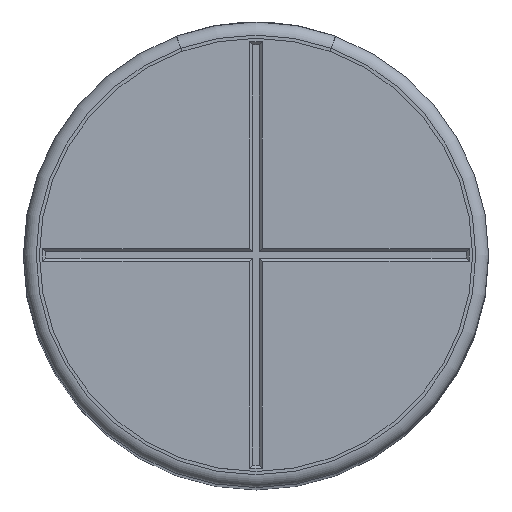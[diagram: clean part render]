
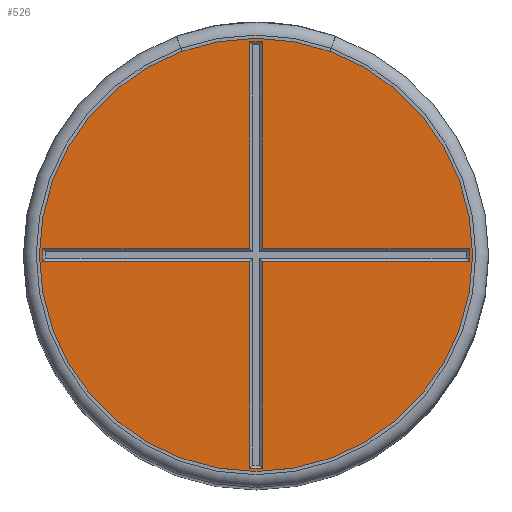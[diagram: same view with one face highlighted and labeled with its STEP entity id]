
A CAD part, top view. The second image highlights one B-rep face of the part: STEP entity #526.
In plain terms, the highlighted planar face has unit normal (0, 0, 1).
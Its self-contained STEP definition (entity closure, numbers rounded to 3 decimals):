
#526=ADVANCED_FACE('',(#1164,#1166),#1168,.T.);
#1164=FACE_BOUND('',#1165,.T.);
#1165=EDGE_LOOP('',(#1643));
#1166=FACE_BOUND('',#1167,.T.);
#1167=EDGE_LOOP('',(#1644,#1645,#1646,#1647,#1648,#1649,#1650,#1651,#1652,#1653,
#1654,#1655));
#1168=PLANE('',#1169);
#1169=AXIS2_PLACEMENT_3D('',#1170,#1171,#1172);
#1170=CARTESIAN_POINT('',(0.,0.,44.9));
#1171=DIRECTION('',(0.,0.,1.));
#1172=DIRECTION('',(1.,0.,0.));
#1643=ORIENTED_EDGE('',*,*,#1893,.T.);
#1644=ORIENTED_EDGE('',*,*,#1912,.T.);
#1645=ORIENTED_EDGE('',*,*,#1913,.T.);
#1646=ORIENTED_EDGE('',*,*,#1914,.T.);
#1647=ORIENTED_EDGE('',*,*,#1915,.T.);
#1648=ORIENTED_EDGE('',*,*,#1916,.T.);
#1649=ORIENTED_EDGE('',*,*,#1917,.T.);
#1650=ORIENTED_EDGE('',*,*,#1918,.T.);
#1651=ORIENTED_EDGE('',*,*,#1919,.T.);
#1652=ORIENTED_EDGE('',*,*,#1920,.T.);
#1653=ORIENTED_EDGE('',*,*,#1921,.T.);
#1654=ORIENTED_EDGE('',*,*,#1922,.T.);
#1655=ORIENTED_EDGE('',*,*,#1923,.T.);
#1893=EDGE_CURVE('',#2180,#2180,#2181,.T.);
#1912=EDGE_CURVE('',#2214,#2215,#2216,.F.);
#1913=EDGE_CURVE('',#2215,#2217,#2218,.F.);
#1914=EDGE_CURVE('',#2217,#2219,#2220,.F.);
#1915=EDGE_CURVE('',#2219,#2221,#2222,.F.);
#1916=EDGE_CURVE('',#2221,#2223,#2224,.F.);
#1917=EDGE_CURVE('',#2223,#2225,#2226,.F.);
#1918=EDGE_CURVE('',#2225,#2227,#2228,.F.);
#1919=EDGE_CURVE('',#2227,#2229,#2230,.F.);
#1920=EDGE_CURVE('',#2229,#2231,#2232,.F.);
#1921=EDGE_CURVE('',#2231,#2233,#2234,.F.);
#1922=EDGE_CURVE('',#2233,#2235,#2236,.F.);
#1923=EDGE_CURVE('',#2235,#2214,#2237,.F.);
#2180=VERTEX_POINT('',#2835);
#2181=CIRCLE('',#2836,6.75);
#2214=VERTEX_POINT('',#2916);
#2215=VERTEX_POINT('',#2917);
#2216=LINE('',#2918,#2919);
#2217=VERTEX_POINT('',#2921);
#2218=LINE('',#2922,#2923);
#2219=VERTEX_POINT('',#2925);
#2220=LINE('',#2926,#2927);
#2221=VERTEX_POINT('',#2929);
#2222=LINE('',#2930,#2931);
#2223=VERTEX_POINT('',#2933);
#2224=LINE('',#2934,#2935);
#2225=VERTEX_POINT('',#2937);
#2226=LINE('',#2938,#2939);
#2227=VERTEX_POINT('',#2941);
#2228=LINE('',#2942,#2943);
#2229=VERTEX_POINT('',#2945);
#2230=LINE('',#2946,#2947);
#2231=VERTEX_POINT('',#2949);
#2232=LINE('',#2950,#2951);
#2233=VERTEX_POINT('',#2953);
#2234=LINE('',#2954,#2955);
#2235=VERTEX_POINT('',#2957);
#2236=LINE('',#2958,#2959);
#2237=LINE('',#2961,#2962);
#2835=CARTESIAN_POINT('',(6.75,0.,44.9));
#2836=AXIS2_PLACEMENT_3D('',#2837,#2838,#2839);
#2837=CARTESIAN_POINT('',(0.,0.,44.9));
#2838=DIRECTION('',(0.,0.,1.));
#2839=DIRECTION('',(1.,0.,0.));
#2916=CARTESIAN_POINT('',(-0.2,-0.2,44.9));
#2917=CARTESIAN_POINT('',(-6.65,-0.2,44.9));
#2918=CARTESIAN_POINT('',(-6.65,-0.2,44.9));
#2919=VECTOR('',#2920,1.);
#2920=DIRECTION('',(1.,0.,0.));
#2921=CARTESIAN_POINT('',(-6.65,0.2,44.9));
#2922=CARTESIAN_POINT('',(-6.65,0.2,44.9));
#2923=VECTOR('',#2924,1.);
#2924=DIRECTION('',(0.,-1.,0.));
#2925=CARTESIAN_POINT('',(-0.2,0.2,44.9));
#2926=CARTESIAN_POINT('',(-0.2,0.2,44.9));
#2927=VECTOR('',#2928,1.);
#2928=DIRECTION('',(-1.,0.,0.));
#2929=CARTESIAN_POINT('',(-0.2,6.65,44.9));
#2930=CARTESIAN_POINT('',(-0.2,6.65,44.9));
#2931=VECTOR('',#2932,1.);
#2932=DIRECTION('',(0.,-1.,0.));
#2933=CARTESIAN_POINT('',(0.2,6.65,44.9));
#2934=CARTESIAN_POINT('',(0.2,6.65,44.9));
#2935=VECTOR('',#2936,1.);
#2936=DIRECTION('',(-1.,0.,0.));
#2937=CARTESIAN_POINT('',(0.2,0.2,44.9));
#2938=CARTESIAN_POINT('',(0.2,0.2,44.9));
#2939=VECTOR('',#2940,1.);
#2940=DIRECTION('',(0.,1.,0.));
#2941=CARTESIAN_POINT('',(6.65,0.2,44.9));
#2942=CARTESIAN_POINT('',(6.65,0.2,44.9));
#2943=VECTOR('',#2944,1.);
#2944=DIRECTION('',(-1.,0.,0.));
#2945=CARTESIAN_POINT('',(6.65,-0.2,44.9));
#2946=CARTESIAN_POINT('',(6.65,-0.2,44.9));
#2947=VECTOR('',#2948,1.);
#2948=DIRECTION('',(0.,1.,0.));
#2949=CARTESIAN_POINT('',(0.2,-0.2,44.9));
#2950=CARTESIAN_POINT('',(0.2,-0.2,44.9));
#2951=VECTOR('',#2952,1.);
#2952=DIRECTION('',(1.,0.,0.));
#2953=CARTESIAN_POINT('',(0.2,-6.65,44.9));
#2954=CARTESIAN_POINT('',(0.2,-6.65,44.9));
#2955=VECTOR('',#2956,1.);
#2956=DIRECTION('',(0.,1.,0.));
#2957=CARTESIAN_POINT('',(-0.2,-6.65,44.9));
#2958=CARTESIAN_POINT('',(-0.2,-6.65,44.9));
#2959=VECTOR('',#2960,1.);
#2960=DIRECTION('',(1.,0.,0.));
#2961=CARTESIAN_POINT('',(-0.2,-0.2,44.9));
#2962=VECTOR('',#2963,1.);
#2963=DIRECTION('',(0.,-1.,0.));
